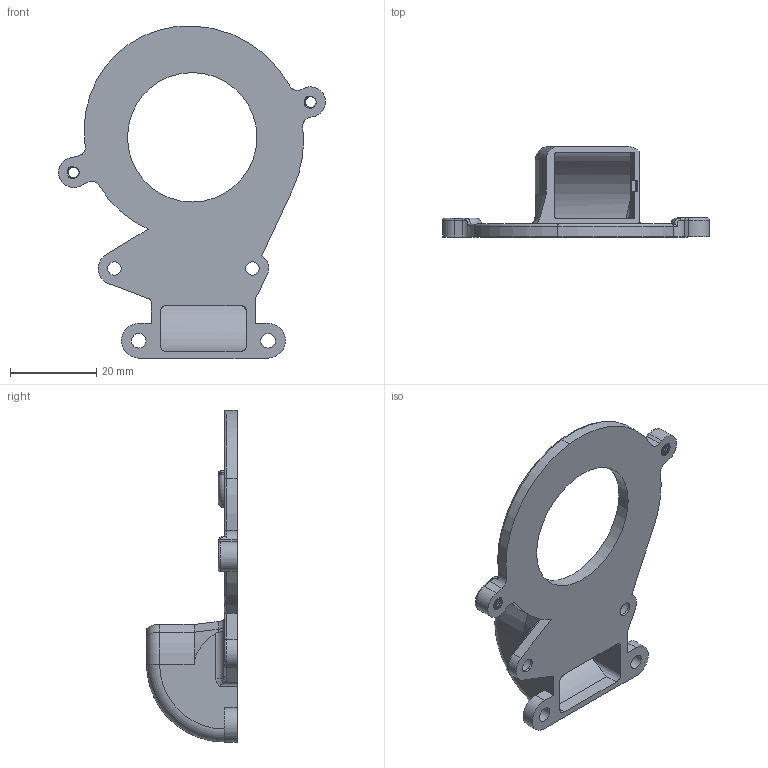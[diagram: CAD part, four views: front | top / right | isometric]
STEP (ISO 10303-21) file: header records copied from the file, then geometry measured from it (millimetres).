
FILE_DESCRIPTION(/* description */ (''),/* implementation_level */ '2;1');
FILE_NAME(/* name */ 'back_corexy.step',/* time_stamp */ '2021-12-22T02:06:14+01:00',/* author */ (''),/* organization */ (''),/* preprocessor_version */ 'ST-DEVELOPER v18.1',/* originating_system */ 'Autodesk Translation Framework v10.10.0.1391',/* authorisation */ '');
FILE_SCHEMA (('AUTOMOTIVE_DESIGN { 1 0 10303 214 3 1 1 }'));
Length unit declared in the file: millimetre
Products named in the file (1): back_corexy
Bounding box: 61.85 x 21 x 76.94 mm (x, y, z)
Volume: 8695.1 mm3; surface area: 8268.2 mm2
Topology: 1 solids, 1 shells, 147 faces, 463 edges, 318 vertices
Faces by surface type: cylinder 66, plane 37, torus 23, bspline 20, cone 1
Full cylindrical faces by diameter (mm): 3.086 x16, 3.2 x2, 3.4 x2, 5.5 x2, 30 x1
Entity records: 18608 total; most frequent: CARTESIAN_POINT 14668, ORIENTED_EDGE 924, DIRECTION 690, EDGE_CURVE 462, VERTEX_POINT 318, AXIS2_PLACEMENT_3D 270, B_SPLINE_CURVE_WITH_KNOTS 169, EDGE_LOOP 164
